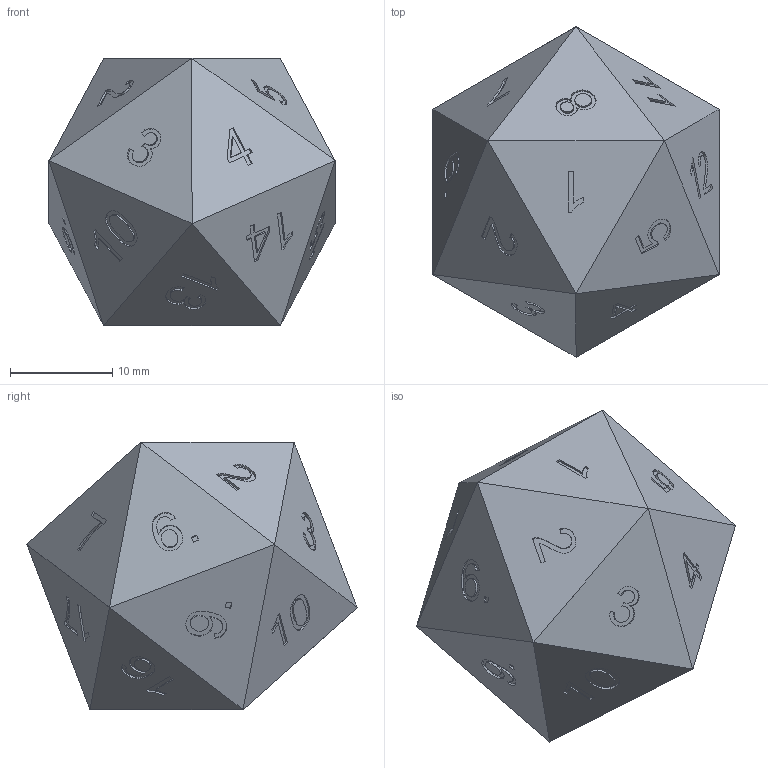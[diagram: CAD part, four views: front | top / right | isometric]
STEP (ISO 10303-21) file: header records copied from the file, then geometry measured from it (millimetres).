
FILE_DESCRIPTION(('HOOPS Exchange Step'),'2;1');
FILE_NAME('temp_export','2024-08-13T15:45:17+08:00',('sharma21'),('Shapr3D Limited'),'HOOPS Exchange 2024.2','Shapr3D','Authorized');
FILE_SCHEMA( ('AP242_MANAGED_MODEL_BASED_3D_ENGINEERING_MIM_LF {1 0 10303 442 1 1 4 }') );
Length unit declared in the file: millimetre
Products named in the file (1): root
Bounding box: 28.03 x 32.36 x 26.18 mm (x, y, z)
Volume: 11314.1 mm3; surface area: 3911.8 mm2
Topology: 1 solids, 1 shells, 321 faces, 783 edges, 509 vertices
Faces by surface type: plane 217, bspline 104
Entity records: 13567 total; most frequent: CARTESIAN_POINT 6713, ORIENTED_EDGE 1566, DIRECTION 1011, EDGE_CURVE 783, VECTOR 573, LINE 573, VERTEX_POINT 509, EDGE_LOOP 366
